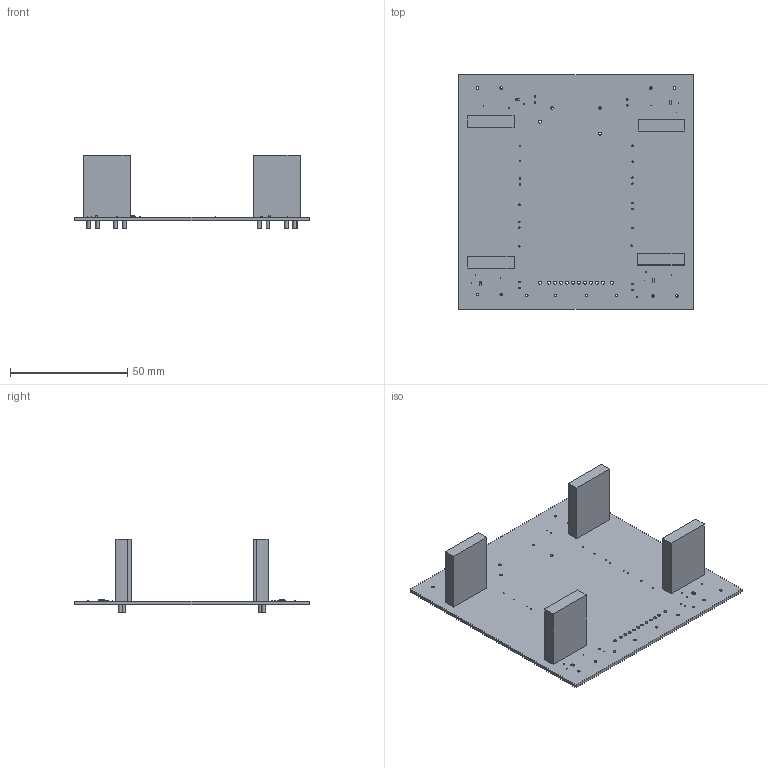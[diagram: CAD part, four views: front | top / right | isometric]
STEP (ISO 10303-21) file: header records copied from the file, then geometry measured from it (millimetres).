
FILE_DESCRIPTION(('Open CASCADE Model'),'2;1');
FILE_NAME('Open CASCADE Shape Model','2021-07-06T10:52:26',('Author'),( 'Open CASCADE'),'Open CASCADE STEP processor 6.8','Open CASCADE 6.8' ,'Unknown');
FILE_SCHEMA(('AUTOMOTIVE_DESIGN { 1 0 10303 214 1 1 1 1 }'));
Length unit declared in the file: millimetre
Products named in the file (41): PCB; Board; Open CASCADE STEP translator 6.8 1.1.1; Q1; 6025136544; Body; Leads; R8; 6026653232; Extruded; U4; R16; R15; R14; Res_Yageo_AC0603DR-0710KL_eec; 1; 2; 3; 4; R13; R7; R6; R5; R4; R3; R2; R1; D9; D8; D7; D6; U3; U2; U1; Q4; 6025137184; Q3; Q2; C1
Assembly tree (65 placements, depth 4):
  PCB
    Board
      Open CASCADE STEP translator 6.8 1.1.1
    Q1
      6025136544
        Body
        Leads  x3
    R8
      6026653232
        Extruded
    U4
      6026653232
        Extruded
    R16
      6026653232
        Extruded
    R15
      6026653232
        Extruded
    R14
      Res_Yageo_AC0603DR-0710KL_eec
        1
        2
        3
        4
    R13
      Res_Yageo_AC0603DR-0710KL_eec
        1
        2
        3
        4
    R7
      6026653232
        Extruded
    R6
      6026653232
        Extruded
    R5
      Res_Yageo_AC0603DR-0710KL_eec
        1
        2
        3
        4
    R4
      6026653232
        Extruded
    R3
      6026653232
        Extruded
    R2
      6026653232
        Extruded
    R1
      Res_Yageo_AC0603DR-0710KL_eec
        1
        2
        3
        4
    D9
      6026653232
Bounding box: 100 x 100 x 31.52 mm (x, y, z)
Volume: 25036.9 mm3; surface area: 27912 mm2
Topology: 114 solids, 114 shells, 1165 faces, 2811 edges, 1874 vertices
Faces by surface type: plane 744, bspline 264, cylinder 157
Full cylindrical faces by diameter (mm): 0.584 x25, 1.016 x4, 1.067 x2, 1.118 x8, 1.27 x14, 1.58 x36, 1.78 x12
Entity records: 11453 total; most frequent: CARTESIAN_POINT 2616, ORIENTED_EDGE 1644, DIRECTION 1504, EDGE_CURVE 822, VERTEX_POINT 548, LINE 520, VECTOR 520, AXIS2_PLACEMENT_3D 492
